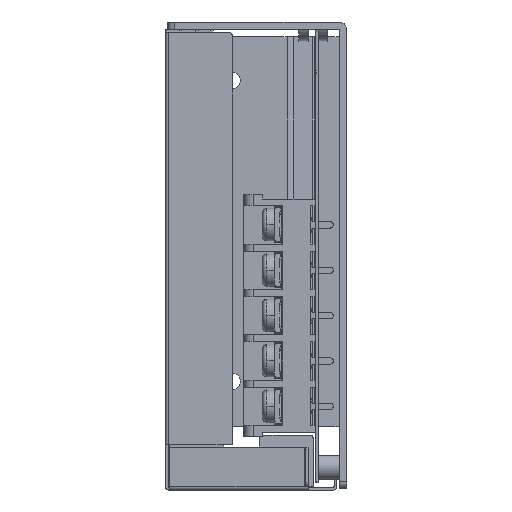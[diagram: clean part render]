
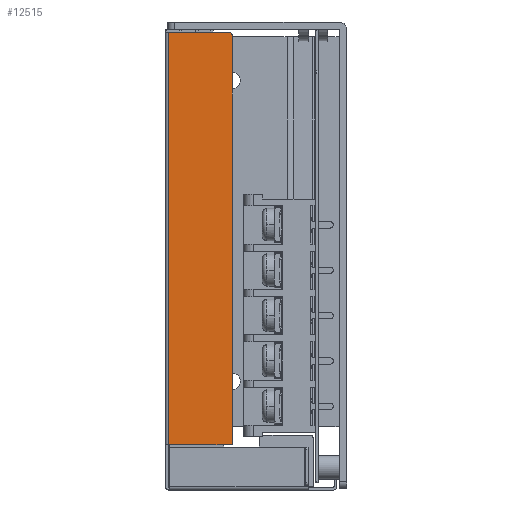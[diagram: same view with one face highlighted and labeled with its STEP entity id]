
A CAD part, left-side view. The second image highlights one B-rep face of the part: STEP entity #12515.
In plain terms, the highlighted face is planar.
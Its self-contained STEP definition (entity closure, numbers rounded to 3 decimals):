
#225 = CARTESIAN_POINT ( 'NONE',  ( 115., -13.5, -95.3 ) ) ;
#547 = CARTESIAN_POINT ( 'NONE',  ( 115., -0.7, -9.5 ) ) ;
#610 = DIRECTION ( 'NONE',  ( 0., 1., 0. ) ) ;
#801 = VERTEX_POINT ( 'NONE', #50740 ) ;
#1398 = LINE ( 'NONE', #21549, #34690 ) ;
#4108 = VERTEX_POINT ( 'NONE', #45887 ) ;
#4117 = PLANE ( 'NONE',  #57329 ) ;
#6212 = VECTOR ( 'NONE', #48334, 1000. ) ;
#9646 = ORIENTED_EDGE ( 'NONE', *, *, #30086, .T. ) ;
#11376 = CIRCLE ( 'NONE', #32438, 0.5 ) ;
#12515 = ADVANCED_FACE ( 'NONE', ( #29585 ), #4117, .F. ) ;
#15752 = DIRECTION ( 'NONE',  ( -1., 0., 0. ) ) ;
#16252 = LINE ( 'NONE', #42715, #49514 ) ;
#16698 = VECTOR ( 'NONE', #610, 1000. ) ;
#17020 = ORIENTED_EDGE ( 'NONE', *, *, #49644, .F. ) ;
#19790 = CARTESIAN_POINT ( 'NONE',  ( 115., -7.35, -95.8 ) ) ;
#20387 = DIRECTION ( 'NONE',  ( 0., 0., -1. ) ) ;
#21549 = CARTESIAN_POINT ( 'NONE',  ( 115., -0.7, -95.8 ) ) ;
#23141 = LINE ( 'NONE', #43672, #6212 ) ;
#23953 = DIRECTION ( 'NONE',  ( -1., 0., 0. ) ) ;
#25384 = CARTESIAN_POINT ( 'NONE',  ( 115., -13.5, -95.8 ) ) ;
#27387 = CARTESIAN_POINT ( 'NONE',  ( 115., -14., -95.3 ) ) ;
#29585 = FACE_OUTER_BOUND ( 'NONE', #57670, .T. ) ;
#30086 = EDGE_CURVE ( 'NONE', #801, #60068, #23141, .T. ) ;
#31962 = VERTEX_POINT ( 'NONE', #547 ) ;
#32438 = AXIS2_PLACEMENT_3D ( 'NONE', #225, #15752, #20387 ) ;
#34690 = VECTOR ( 'NONE', #58300, 1000. ) ;
#40893 = EDGE_CURVE ( 'NONE', #41044, #60068, #11376, .T. ) ;
#41044 = VERTEX_POINT ( 'NONE', #25384 ) ;
#42715 = CARTESIAN_POINT ( 'NONE',  ( 115., -7.35, -9.5 ) ) ;
#43672 = CARTESIAN_POINT ( 'NONE',  ( 115., -14., -52.65 ) ) ;
#45887 = CARTESIAN_POINT ( 'NONE',  ( 115., -0.7, -95.8 ) ) ;
#46307 = LINE ( 'NONE', #19790, #16698 ) ;
#48334 = DIRECTION ( 'NONE',  ( 0., 0., -1. ) ) ;
#49514 = VECTOR ( 'NONE', #52985, 1000. ) ;
#49644 = EDGE_CURVE ( 'NONE', #801, #31962, #16252, .T. ) ;
#49670 = EDGE_CURVE ( 'NONE', #31962, #4108, #1398, .T. ) ;
#50740 = CARTESIAN_POINT ( 'NONE',  ( 115., -14., -9.5 ) ) ;
#51402 = EDGE_CURVE ( 'NONE', #41044, #4108, #46307, .T. ) ;
#52715 = ORIENTED_EDGE ( 'NONE', *, *, #40893, .F. ) ;
#52985 = DIRECTION ( 'NONE',  ( 0., 1., 0. ) ) ;
#53942 = ORIENTED_EDGE ( 'NONE', *, *, #51402, .T. ) ;
#54747 = CARTESIAN_POINT ( 'NONE',  ( 115., -0.7, -95.8 ) ) ;
#57329 = AXIS2_PLACEMENT_3D ( 'NONE', #54747, #23953, #64032 ) ;
#57670 = EDGE_LOOP ( 'NONE', ( #53942, #63313, #17020, #9646, #52715 ) ) ;
#58300 = DIRECTION ( 'NONE',  ( 0., 0., -1. ) ) ;
#60068 = VERTEX_POINT ( 'NONE', #27387 ) ;
#63313 = ORIENTED_EDGE ( 'NONE', *, *, #49670, .F. ) ;
#64032 = DIRECTION ( 'NONE',  ( 0., 0., 1. ) ) ;
